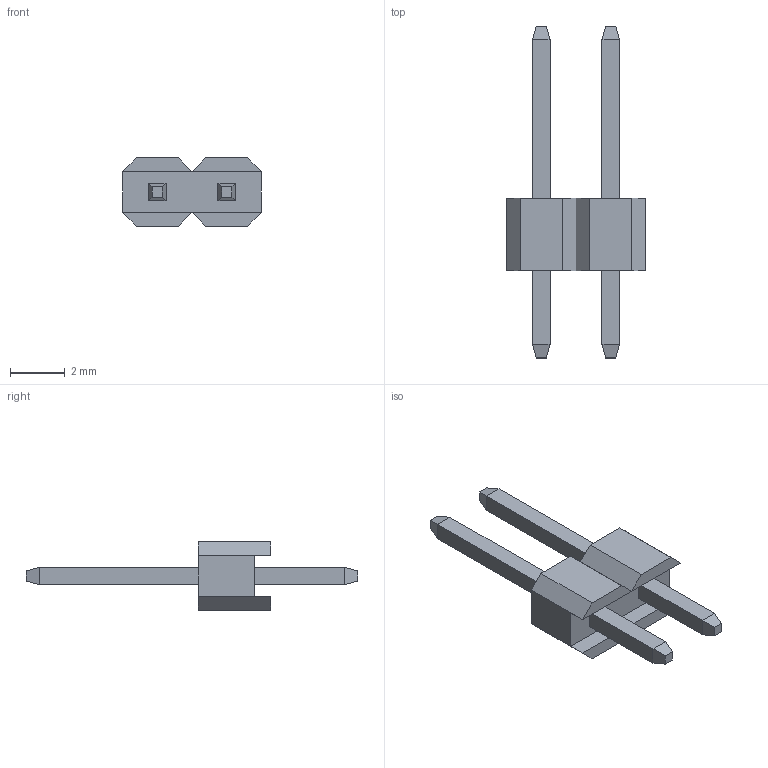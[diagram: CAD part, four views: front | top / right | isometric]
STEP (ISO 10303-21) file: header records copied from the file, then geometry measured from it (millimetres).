
FILE_DESCRIPTION (( 'STEP AP214' ), '1' );
FILE_NAME ('G800W306018EU.STEP', '2022-05-24T06:19:26', ( '' ), ( '' ), 'SwSTEP 2.0', 'SolidWorks 2017', '' );
FILE_SCHEMA (( 'AUTOMOTIVE_DESIGN' ));
Length unit declared in the file: millimetre
Products named in the file (1): G800W306018EU
Bounding box: 5.08 x 12.15 x 2.5 mm (x, y, z)
Volume: 34.4 mm3; surface area: 137.7 mm2
Topology: 3 solids, 3 shells, 56 faces, 134 edges, 84 vertices
Faces by surface type: plane 56
Entity records: 1784 total; most frequent: CARTESIAN_POINT 275, ORIENTED_EDGE 268, DIRECTION 248, LINE 134, EDGE_CURVE 134, VECTOR 134, VERTEX_POINT 84, EDGE_LOOP 60
